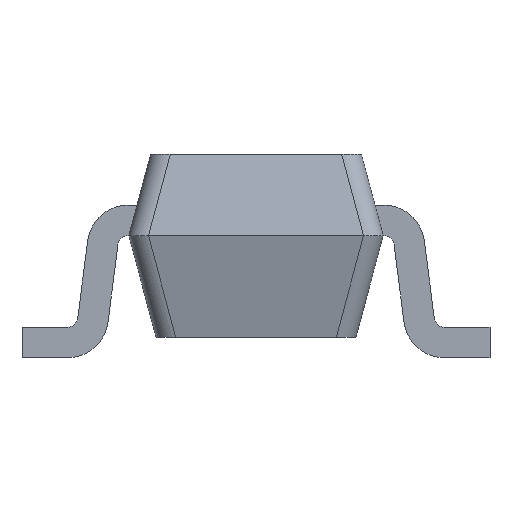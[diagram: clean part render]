
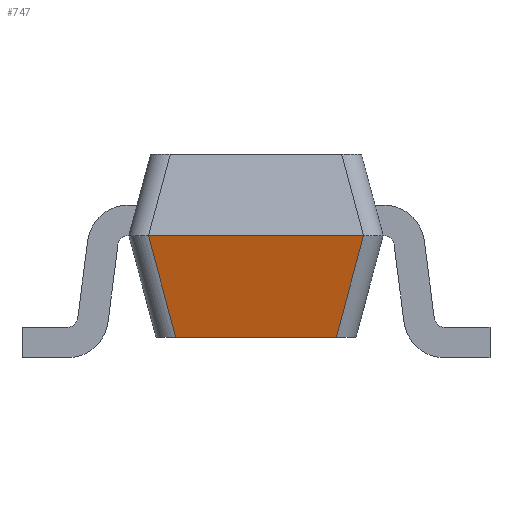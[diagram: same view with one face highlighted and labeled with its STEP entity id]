
A CAD part, left-side view. The second image highlights one B-rep face of the part: STEP entity #747.
In plain terms, the highlighted planar face has unit normal (-0.966, 0, -0.259).
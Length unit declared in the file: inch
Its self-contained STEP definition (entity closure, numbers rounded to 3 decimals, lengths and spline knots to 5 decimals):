
#436 = PLANE('',#437);
#437 = AXIS2_PLACEMENT_3D('',#438,#439,#440);
#438 = CARTESIAN_POINT('',(0.04134,-0.02461,
    0.00394));
#439 = DIRECTION('',(0.,0.,1.));
#440 = DIRECTION('',(1.,0.,0.));
#594 = CYLINDRICAL_SURFACE('',#595,0.00394);
#595 = AXIS2_PLACEMENT_3D('',#596,#597,#598);
#596 = CARTESIAN_POINT('',(-0.03468,-0.01795,
    0.014));
#597 = DIRECTION('',(-0.251,-0.251,0.935));
#598 = DIRECTION('',(0.966,0.,0.259)
  );
#747 = ADVANCED_FACE('',(#748),#762,.T.);
#748 = FACE_BOUND('',#749,.T.);
#749 = EDGE_LOOP('',(#750,#780,#825,#853));
#750 = ORIENTED_EDGE('',*,*,#751,.T.);
#751 = EDGE_CURVE('',#752,#754,#756,.T.);
#752 = VERTEX_POINT('',#753);
#753 = CARTESIAN_POINT('',(-0.03606,0.01553,
    0.00394));
#754 = VERTEX_POINT('',#755);
#755 = CARTESIAN_POINT('',(-0.03606,-0.01553,
    0.00394));
#756 = SURFACE_CURVE('',#757,(#761,#773),.PCURVE_S1.);
#757 = LINE('',#758,#759);
#758 = CARTESIAN_POINT('',(-0.03606,-0.02461,
    0.00394));
#759 = VECTOR('',#760,0.03937);
#760 = DIRECTION('',(0.,-1.,0.));
#761 = PCURVE('',#762,#767);
#762 = PLANE('',#763);
#763 = AXIS2_PLACEMENT_3D('',#764,#765,#766);
#764 = CARTESIAN_POINT('',(-0.04134,0.02461,
    0.02362));
#765 = DIRECTION('',(-0.966,0.,-0.259));
#766 = DIRECTION('',(-0.259,0.,0.966));
#767 = DEFINITIONAL_REPRESENTATION('',(#768),#772);
#768 = LINE('',#769,#770);
#769 = CARTESIAN_POINT('',(-0.02,-0.049));
#770 = VECTOR('',#771,1.);
#771 = DIRECTION('',(0.,-1.));
#772 = ( GEOMETRIC_REPRESENTATION_CONTEXT(2) 
PARAMETRIC_REPRESENTATION_CONTEXT() REPRESENTATION_CONTEXT('2D SPACE',''
  ) );
#773 = PCURVE('',#436,#774);
#774 = DEFINITIONAL_REPRESENTATION('',(#775),#779);
#775 = LINE('',#776,#777);
#776 = CARTESIAN_POINT('',(-0.077,0.));
#777 = VECTOR('',#778,1.);
#778 = DIRECTION('',(0.,-1.));
#779 = ( GEOMETRIC_REPRESENTATION_CONTEXT(2) 
PARAMETRIC_REPRESENTATION_CONTEXT() REPRESENTATION_CONTEXT('2D SPACE',''
  ) );
#780 = ORIENTED_EDGE('',*,*,#781,.T.);
#781 = EDGE_CURVE('',#754,#782,#784,.T.);
#782 = VERTEX_POINT('',#783);
#783 = CARTESIAN_POINT('',(-0.04134,-0.0208,
    0.02362));
#784 = SURFACE_CURVE('',#785,(#789,#796),.PCURVE_S1.);
#785 = LINE('',#786,#787);
#786 = CARTESIAN_POINT('',(-0.03849,-0.01795,
    0.01298));
#787 = VECTOR('',#788,0.03937);
#788 = DIRECTION('',(-0.251,-0.251,0.935));
#789 = PCURVE('',#762,#790);
#790 = DEFINITIONAL_REPRESENTATION('',(#791),#795);
#791 = LINE('',#792,#793);
#792 = CARTESIAN_POINT('',(-0.011,-0.043));
#793 = VECTOR('',#794,1.);
#794 = DIRECTION('',(0.968,-0.251));
#795 = ( GEOMETRIC_REPRESENTATION_CONTEXT(2) 
PARAMETRIC_REPRESENTATION_CONTEXT() REPRESENTATION_CONTEXT('2D SPACE',''
  ) );
#796 = PCURVE('',#594,#797);
#797 = DEFINITIONAL_REPRESENTATION('',(#798),#824);
#798 = B_SPLINE_CURVE_WITH_KNOTS('',3,(#799,#800,#801,#802,#803,#804,
    #805,#806,#807,#808,#809,#810,#811,#812,#813,#814,#815,#816,#817,
    #818,#819,#820,#821,#822,#823),.UNSPECIFIED.,.F.,.F.,(4,1,1,1,1,1,1,
    1,1,1,1,1,1,1,1,1,1,1,1,1,1,1,4),(-0.24569,-0.22139,
    -0.19709,-0.17278,-0.14848,-0.12417,
    -0.09987,-0.07556,-0.05126,
    -0.02695,-0.00265,0.02165,
    0.04596,0.07026,0.09457,
    0.11887,0.14318,0.16748,0.19178,
    0.21609,0.24039,0.2647,0.289),
  .UNSPECIFIED.);
#799 = CARTESIAN_POINT('',(3.142,-0.01));
#800 = CARTESIAN_POINT('',(3.142,-0.009));
#801 = CARTESIAN_POINT('',(3.142,-0.009));
#802 = CARTESIAN_POINT('',(3.142,-0.008));
#803 = CARTESIAN_POINT('',(3.142,-0.007));
#804 = CARTESIAN_POINT('',(3.142,-0.006));
#805 = CARTESIAN_POINT('',(3.142,-0.005));
#806 = CARTESIAN_POINT('',(3.142,-0.004));
#807 = CARTESIAN_POINT('',(3.142,-0.003));
#808 = CARTESIAN_POINT('',(3.142,-0.002));
#809 = CARTESIAN_POINT('',(3.142,-0.001));
#810 = CARTESIAN_POINT('',(3.142,0.));
#811 = CARTESIAN_POINT('',(3.142,0.001));
#812 = CARTESIAN_POINT('',(3.142,0.002));
#813 = CARTESIAN_POINT('',(3.142,0.003));
#814 = CARTESIAN_POINT('',(3.142,0.004));
#815 = CARTESIAN_POINT('',(3.142,0.005));
#816 = CARTESIAN_POINT('',(3.142,0.006));
#817 = CARTESIAN_POINT('',(3.142,0.007));
#818 = CARTESIAN_POINT('',(3.142,0.008));
#819 = CARTESIAN_POINT('',(3.142,0.009));
#820 = CARTESIAN_POINT('',(3.142,0.009));
#821 = CARTESIAN_POINT('',(3.142,0.01));
#822 = CARTESIAN_POINT('',(3.142,0.011));
#823 = CARTESIAN_POINT('',(3.142,0.011));
#824 = ( GEOMETRIC_REPRESENTATION_CONTEXT(2) 
PARAMETRIC_REPRESENTATION_CONTEXT() REPRESENTATION_CONTEXT('2D SPACE',''
  ) );
#825 = ORIENTED_EDGE('',*,*,#826,.F.);
#826 = EDGE_CURVE('',#827,#782,#829,.T.);
#827 = VERTEX_POINT('',#828);
#828 = CARTESIAN_POINT('',(-0.04134,0.0208,
    0.02362));
#829 = SURFACE_CURVE('',#830,(#834,#841),.PCURVE_S1.);
#830 = LINE('',#831,#832);
#831 = CARTESIAN_POINT('',(-0.04134,0.02461,
    0.02362));
#832 = VECTOR('',#833,0.03937);
#833 = DIRECTION('',(0.,-1.,0.));
#834 = PCURVE('',#762,#835);
#835 = DEFINITIONAL_REPRESENTATION('',(#836),#840);
#836 = LINE('',#837,#838);
#837 = CARTESIAN_POINT('',(0.,0.));
#838 = VECTOR('',#839,1.);
#839 = DIRECTION('',(0.,-1.));
#840 = ( GEOMETRIC_REPRESENTATION_CONTEXT(2) 
PARAMETRIC_REPRESENTATION_CONTEXT() REPRESENTATION_CONTEXT('2D SPACE',''
  ) );
#841 = PCURVE('',#842,#847);
#842 = PLANE('',#843);
#843 = AXIS2_PLACEMENT_3D('',#844,#845,#846);
#844 = CARTESIAN_POINT('',(-0.04134,0.02461,
    0.02362));
#845 = DIRECTION('',(-0.966,0.,0.259));
#846 = DIRECTION('',(0.259,0.,0.966));
#847 = DEFINITIONAL_REPRESENTATION('',(#848),#852);
#848 = LINE('',#849,#850);
#849 = CARTESIAN_POINT('',(0.,0.));
#850 = VECTOR('',#851,1.);
#851 = DIRECTION('',(0.,-1.));
#852 = ( GEOMETRIC_REPRESENTATION_CONTEXT(2) 
PARAMETRIC_REPRESENTATION_CONTEXT() REPRESENTATION_CONTEXT('2D SPACE',''
  ) );
#853 = ORIENTED_EDGE('',*,*,#854,.T.);
#854 = EDGE_CURVE('',#827,#752,#855,.T.);
#855 = SURFACE_CURVE('',#856,(#860,#867),.PCURVE_S1.);
#856 = LINE('',#857,#858);
#857 = CARTESIAN_POINT('',(-0.04158,0.02104,
    0.02451));
#858 = VECTOR('',#859,0.03937);
#859 = DIRECTION('',(0.251,-0.251,-0.935));
#860 = PCURVE('',#762,#861);
#861 = DEFINITIONAL_REPRESENTATION('',(#862),#866);
#862 = LINE('',#863,#864);
#863 = CARTESIAN_POINT('',(0.001,-0.004));
#864 = VECTOR('',#865,1.);
#865 = DIRECTION('',(-0.968,-0.251));
#866 = ( GEOMETRIC_REPRESENTATION_CONTEXT(2) 
PARAMETRIC_REPRESENTATION_CONTEXT() REPRESENTATION_CONTEXT('2D SPACE',''
  ) );
#867 = PCURVE('',#868,#873);
#868 = CYLINDRICAL_SURFACE('',#869,0.00394);
#869 = AXIS2_PLACEMENT_3D('',#870,#871,#872);
#870 = CARTESIAN_POINT('',(-0.03777,0.02104,
    0.02553));
#871 = DIRECTION('',(-0.251,0.251,0.935));
#872 = DIRECTION('',(0.966,0.,0.259)
  );
#873 = DEFINITIONAL_REPRESENTATION('',(#874),#900);
#874 = B_SPLINE_CURVE_WITH_KNOTS('',3,(#875,#876,#877,#878,#879,#880,
    #881,#882,#883,#884,#885,#886,#887,#888,#889,#890,#891,#892,#893,
    #894,#895,#896,#897,#898,#899),.UNSPECIFIED.,.F.,.F.,(4,1,1,1,1,1,1,
    1,1,1,1,1,1,1,1,1,1,1,1,1,1,1,4),(0.0242,
    0.04851,0.07281,0.09712,
    0.12142,0.14572,0.17003,0.19433,
    0.21864,0.24294,0.26725,0.29155,
    0.31585,0.34016,0.36446,0.38877,
    0.41307,0.43738,0.46168,0.48598,
    0.51029,0.53459,0.5589),
  .QUASI_UNIFORM_KNOTS.);
#875 = CARTESIAN_POINT('',(3.142,-0.001));
#876 = CARTESIAN_POINT('',(3.142,-0.001));
#877 = CARTESIAN_POINT('',(3.142,-0.002));
#878 = CARTESIAN_POINT('',(3.142,-0.003));
#879 = CARTESIAN_POINT('',(3.142,-0.004));
#880 = CARTESIAN_POINT('',(3.142,-0.005));
#881 = CARTESIAN_POINT('',(3.142,-0.006));
#882 = CARTESIAN_POINT('',(3.142,-0.007));
#883 = CARTESIAN_POINT('',(3.142,-0.008));
#884 = CARTESIAN_POINT('',(3.142,-0.009));
#885 = CARTESIAN_POINT('',(3.142,-0.01));
#886 = CARTESIAN_POINT('',(3.142,-0.011));
#887 = CARTESIAN_POINT('',(3.142,-0.011));
#888 = CARTESIAN_POINT('',(3.142,-0.012));
#889 = CARTESIAN_POINT('',(3.142,-0.013));
#890 = CARTESIAN_POINT('',(3.142,-0.014));
#891 = CARTESIAN_POINT('',(3.142,-0.015));
#892 = CARTESIAN_POINT('',(3.142,-0.016));
#893 = CARTESIAN_POINT('',(3.142,-0.017));
#894 = CARTESIAN_POINT('',(3.142,-0.018));
#895 = CARTESIAN_POINT('',(3.142,-0.019));
#896 = CARTESIAN_POINT('',(3.142,-0.02));
#897 = CARTESIAN_POINT('',(3.142,-0.021));
#898 = CARTESIAN_POINT('',(3.142,-0.022));
#899 = CARTESIAN_POINT('',(3.142,-0.022));
#900 = ( GEOMETRIC_REPRESENTATION_CONTEXT(2) 
PARAMETRIC_REPRESENTATION_CONTEXT() REPRESENTATION_CONTEXT('2D SPACE',''
  ) );
